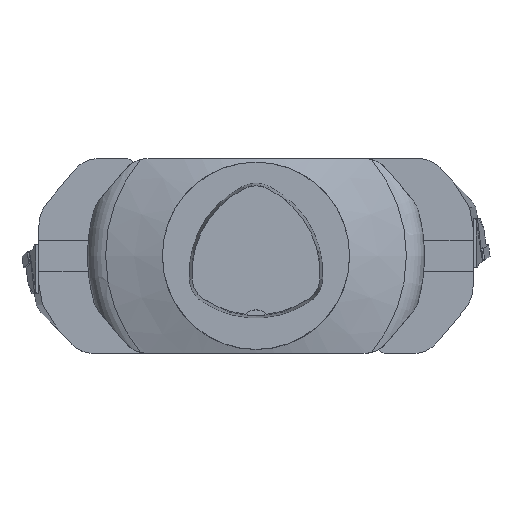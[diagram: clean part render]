
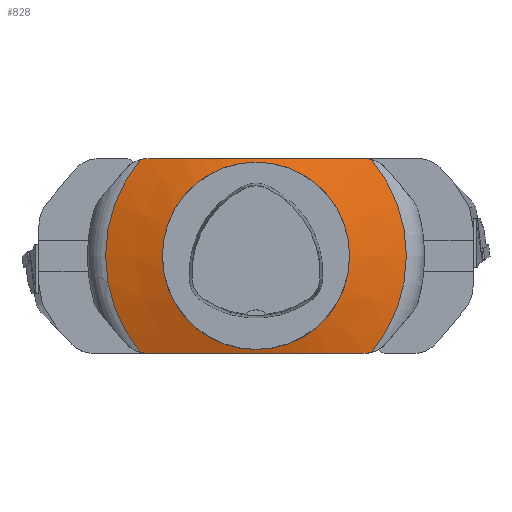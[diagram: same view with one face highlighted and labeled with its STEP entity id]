
A CAD part, top view. The second image highlights one B-rep face of the part: STEP entity #828.
In plain terms, the highlighted conical face has half-angle 72 degrees and reference radius 50 mm.
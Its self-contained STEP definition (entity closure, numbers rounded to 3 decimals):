
#459=CONICAL_SURFACE('',#3658,50.,72.);
#470=B_SPLINE_CURVE_WITH_KNOTS('',3,(#5014,#5015,#5016,#5017),
 .UNSPECIFIED.,.F.,.F.,(4,4),(0.,1.),.UNSPECIFIED.);
#473=B_SPLINE_CURVE_WITH_KNOTS('',3,(#5031,#5032,#5033,#5034),
 .UNSPECIFIED.,.F.,.F.,(4,4),(0.,1.),.UNSPECIFIED.);
#474=B_SPLINE_CURVE_WITH_KNOTS('',3,(#5038,#5039,#5040,#5041,#5042,#5043,
#5044,#5045,#5046,#5047),.UNSPECIFIED.,.F.,.F.,(4,2,2,2,4),(0.,0.25,0.375,
0.5,1.),.UNSPECIFIED.);
#475=B_SPLINE_CURVE_WITH_KNOTS('',3,(#5051,#5052,#5053,#5054),
 .UNSPECIFIED.,.F.,.F.,(4,4),(0.,1.),.UNSPECIFIED.);
#478=B_SPLINE_CURVE_WITH_KNOTS('',3,(#5068,#5069,#5070,#5071),
 .UNSPECIFIED.,.F.,.F.,(4,4),(0.,1.),.UNSPECIFIED.);
#479=B_SPLINE_CURVE_WITH_KNOTS('',3,(#5075,#5076,#5077,#5078,#5079,#5080,
#5081,#5082,#5083,#5084),.UNSPECIFIED.,.F.,.F.,(4,2,2,2,4),(0.,0.5,0.625,
0.75,1.),.UNSPECIFIED.);
#828=ADVANCED_FACE('',(#1063,#1064),#459,.T.);
#974=CIRCLE('',#3551,50.);
#1019=CIRCLE('',#3649,80.326);
#1020=CIRCLE('',#3654,80.326);
#1063=FACE_BOUND('',#1141,.T.);
#1064=FACE_BOUND('',#1142,.T.);
#1141=EDGE_LOOP('',(#1589));
#1142=EDGE_LOOP('',(#1590,#1591,#1592,#1593,#1594,#1595,#1596,#1597));
#1589=ORIENTED_EDGE('',*,*,#2440,.T.);
#1590=ORIENTED_EDGE('',*,*,#2580,.F.);
#1591=ORIENTED_EDGE('',*,*,#2578,.T.);
#1592=ORIENTED_EDGE('',*,*,#2576,.T.);
#1593=ORIENTED_EDGE('',*,*,#2574,.T.);
#1594=ORIENTED_EDGE('',*,*,#2572,.F.);
#1595=ORIENTED_EDGE('',*,*,#2570,.T.);
#1596=ORIENTED_EDGE('',*,*,#2568,.T.);
#1597=ORIENTED_EDGE('',*,*,#2566,.T.);
#2157=VERTEX_POINT('',#4709);
#2238=VERTEX_POINT('',#5013);
#2239=VERTEX_POINT('',#5018);
#2240=VERTEX_POINT('',#5025);
#2241=VERTEX_POINT('',#5035);
#2242=VERTEX_POINT('',#5048);
#2243=VERTEX_POINT('',#5055);
#2244=VERTEX_POINT('',#5062);
#2245=VERTEX_POINT('',#5072);
#2440=EDGE_CURVE('',#2157,#2157,#974,.T.);
#2566=EDGE_CURVE('',#2239,#2238,#470,.T.);
#2568=EDGE_CURVE('',#2240,#2239,#1019,.T.);
#2570=EDGE_CURVE('',#2241,#2240,#473,.T.);
#2572=EDGE_CURVE('',#2241,#2242,#474,.T.);
#2574=EDGE_CURVE('',#2243,#2242,#475,.T.);
#2576=EDGE_CURVE('',#2244,#2243,#1020,.T.);
#2578=EDGE_CURVE('',#2245,#2244,#478,.T.);
#2580=EDGE_CURVE('',#2245,#2238,#479,.T.);
#3551=AXIS2_PLACEMENT_3D('',#4708,#3864,#3865);
#3649=AXIS2_PLACEMENT_3D('',#5024,#4131,#4132);
#3654=AXIS2_PLACEMENT_3D('',#5061,#4143,#4144);
#3658=AXIS2_PLACEMENT_3D('',#5086,#4152,#4153);
#3864=DIRECTION('',(0.,0.,-1.));
#3865=DIRECTION('',(-1.,0.,0.));
#4131=DIRECTION('',(0.,0.,1.));
#4132=DIRECTION('',(-1.,0.,0.));
#4143=DIRECTION('',(0.,0.,1.));
#4144=DIRECTION('',(-1.,0.,0.));
#4152=DIRECTION('',(0.,0.,-1.));
#4153=DIRECTION('',(-1.,0.,0.));
#4708=CARTESIAN_POINT('',(0.,0.,-38.));
#4709=CARTESIAN_POINT('',(-50.,0.,-38.));
#5013=CARTESIAN_POINT('',(-57.689,-52.,-46.989));
#5014=CARTESIAN_POINT('',(-61.641,-51.504,-47.854));
#5015=CARTESIAN_POINT('',(-60.338,-51.837,-47.598));
#5016=CARTESIAN_POINT('',(-59.02,-52.,-47.31));
#5017=CARTESIAN_POINT('',(-57.689,-52.,-46.989));
#5018=CARTESIAN_POINT('',(-61.641,-51.504,-47.854));
#5024=CARTESIAN_POINT('',(0.,0.,-47.854));
#5025=CARTESIAN_POINT('',(-61.641,51.504,-47.854));
#5031=CARTESIAN_POINT('',(-57.689,52.,-46.989));
#5032=CARTESIAN_POINT('',(-59.02,52.,-47.31));
#5033=CARTESIAN_POINT('',(-60.338,51.837,-47.598));
#5034=CARTESIAN_POINT('',(-61.641,51.504,-47.854));
#5035=CARTESIAN_POINT('',(-57.689,52.,-46.989));
#5038=CARTESIAN_POINT('',(-57.689,52.,-46.989));
#5039=CARTESIAN_POINT('',(-48.189,52.,-44.697));
#5040=CARTESIAN_POINT('',(-38.628,52.,-42.62));
#5041=CARTESIAN_POINT('',(-24.049,52.,-40.318));
#5042=CARTESIAN_POINT('',(-19.124,52.,-39.691));
#5043=CARTESIAN_POINT('',(-9.327,52.,-38.851));
#5044=CARTESIAN_POINT('',(-4.452,52.,-38.638));
#5045=CARTESIAN_POINT('',(19.799,52.,-38.699));
#5046=CARTESIAN_POINT('',(38.79,52.,-42.428));
#5047=CARTESIAN_POINT('',(57.689,52.,-46.989));
#5048=CARTESIAN_POINT('',(57.689,52.,-46.989));
#5051=CARTESIAN_POINT('',(61.641,51.504,-47.854));
#5052=CARTESIAN_POINT('',(60.338,51.837,-47.598));
#5053=CARTESIAN_POINT('',(59.02,52.,-47.31));
#5054=CARTESIAN_POINT('',(57.689,52.,-46.989));
#5055=CARTESIAN_POINT('',(61.641,51.504,-47.854));
#5061=CARTESIAN_POINT('',(0.,0.,-47.854));
#5062=CARTESIAN_POINT('',(61.641,-51.504,-47.854));
#5068=CARTESIAN_POINT('',(57.689,-52.,-46.989));
#5069=CARTESIAN_POINT('',(59.02,-52.,-47.31));
#5070=CARTESIAN_POINT('',(60.338,-51.837,-47.598));
#5071=CARTESIAN_POINT('',(61.641,-51.504,-47.854));
#5072=CARTESIAN_POINT('',(57.689,-52.,-46.989));
#5075=CARTESIAN_POINT('',(57.689,-52.,-46.989));
#5076=CARTESIAN_POINT('',(38.79,-52.,-42.428));
#5077=CARTESIAN_POINT('',(19.799,-52.,-38.699));
#5078=CARTESIAN_POINT('',(-4.452,-52.,-38.638));
#5079=CARTESIAN_POINT('',(-9.327,-52.,-38.851));
#5080=CARTESIAN_POINT('',(-19.124,-52.,-39.691));
#5081=CARTESIAN_POINT('',(-24.049,-52.,-40.318));
#5082=CARTESIAN_POINT('',(-38.628,-52.,-42.62));
#5083=CARTESIAN_POINT('',(-48.189,-52.,-44.697));
#5084=CARTESIAN_POINT('',(-57.689,-52.,-46.989));
#5086=CARTESIAN_POINT('',(0.,0.,-38.));
